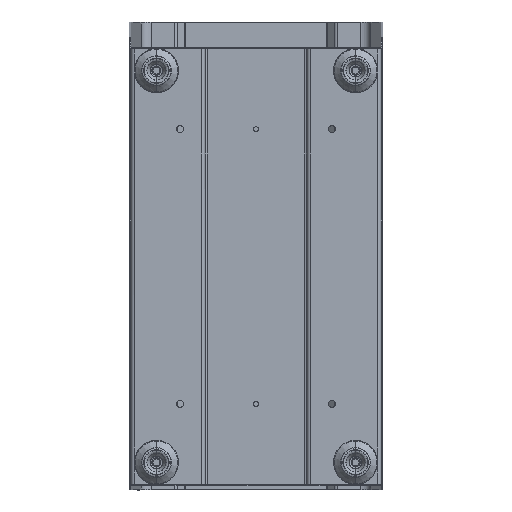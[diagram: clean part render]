
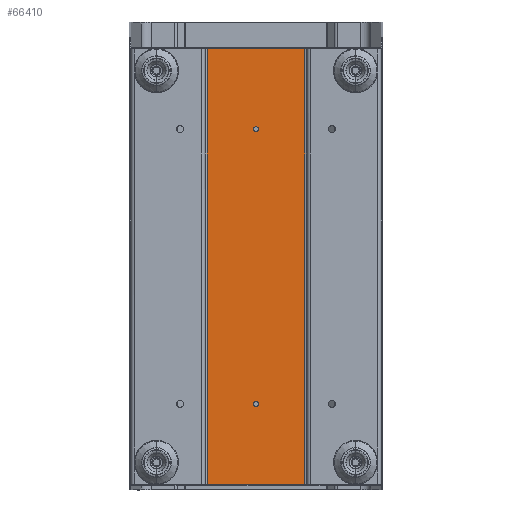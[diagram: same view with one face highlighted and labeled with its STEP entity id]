
A CAD part, front view. The second image highlights one B-rep face of the part: STEP entity #66410.
In plain terms, the highlighted planar face has unit normal (0, -1, 0).
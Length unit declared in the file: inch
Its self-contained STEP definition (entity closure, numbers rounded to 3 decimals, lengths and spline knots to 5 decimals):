
#212 = CIRCLE ( 'NONE', #57754, 0.1405 ) ;
#1677 = DIRECTION ( 'NONE',  ( 0., 1., 0. ) ) ;
#2345 = CARTESIAN_POINT ( 'NONE',  ( 8.803, 0., 4.6075 ) ) ;
#4194 = VECTOR ( 'NONE', #47222, 39.37008 ) ;
#5084 = CIRCLE ( 'NONE', #69248, 0.1405 ) ;
#5576 = CARTESIAN_POINT ( 'NONE',  ( 8.6625, 0., 4.6075 ) ) ;
#7887 = VERTEX_POINT ( 'NONE', #37935 ) ;
#8649 = CARTESIAN_POINT ( 'NONE',  ( 8.6625, 0., 20.3575 ) ) ;
#9641 = VECTOR ( 'NONE', #49457, 39.37008 ) ;
#10221 = CARTESIAN_POINT ( 'NONE',  ( 5.86055, 0., 24.9603 ) ) ;
#11351 = DIRECTION ( 'NONE',  ( -1., 0., 0. ) ) ;
#14414 = DIRECTION ( 'NONE',  ( -1., 0., 0. ) ) ;
#15301 = VERTEX_POINT ( 'NONE', #2345 ) ;
#15840 = EDGE_CURVE ( 'NONE', #43183, #57430, #212, .T. ) ;
#17953 = ORIENTED_EDGE ( 'NONE', *, *, #34247, .T. ) ;
#18268 = CARTESIAN_POINT ( 'NONE',  ( 8.6625, 0., 4.6075 ) ) ;
#19501 = LINE ( 'NONE', #29794, #4194 ) ;
#20085 = CARTESIAN_POINT ( 'NONE',  ( 5.86055, 0., 0. ) ) ;
#20530 = VERTEX_POINT ( 'NONE', #10221 ) ;
#20629 = CARTESIAN_POINT ( 'NONE',  ( 1.68506, 0., 24.9603 ) ) ;
#23640 = EDGE_LOOP ( 'NONE', ( #17953, #56683 ) ) ;
#24095 = DIRECTION ( 'NONE',  ( -1., 0., 0. ) ) ;
#24820 = VERTEX_POINT ( 'NONE', #37782 ) ;
#26826 = VECTOR ( 'NONE', #40618, 39.37008 ) ;
#27251 = VERTEX_POINT ( 'NONE', #48354 ) ;
#28528 = AXIS2_PLACEMENT_3D ( 'NONE', #18268, #58751, #24095 ) ;
#28549 = CARTESIAN_POINT ( 'NONE',  ( 8.522, 0., 20.3575 ) ) ;
#29145 = ORIENTED_EDGE ( 'NONE', *, *, #55068, .T. ) ;
#29324 = FACE_BOUND ( 'NONE', #23640, .T. ) ;
#29794 = CARTESIAN_POINT ( 'NONE',  ( 11.46445, 0., 0. ) ) ;
#30515 = CARTESIAN_POINT ( 'NONE',  ( 8.6625, 0., 20.3575 ) ) ;
#31765 = VERTEX_POINT ( 'NONE', #66762 ) ;
#32165 = EDGE_CURVE ( 'NONE', #7887, #24820, #19501, .T. ) ;
#32960 = CARTESIAN_POINT ( 'NONE',  ( 8.803, 0., 20.3575 ) ) ;
#34009 = ORIENTED_EDGE ( 'NONE', *, *, #32165, .T. ) ;
#34247 = EDGE_CURVE ( 'NONE', #31765, #15301, #65454, .T. ) ;
#34801 = CARTESIAN_POINT ( 'NONE',  ( 0., 0., 0. ) ) ;
#35107 = ORIENTED_EDGE ( 'NONE', *, *, #47842, .T. ) ;
#35800 = EDGE_CURVE ( 'NONE', #57430, #43183, #69746, .T. ) ;
#36285 = DIRECTION ( 'NONE',  ( -1., 0., 0. ) ) ;
#37782 = CARTESIAN_POINT ( 'NONE',  ( 11.46445, 0., 24.9603 ) ) ;
#37935 = CARTESIAN_POINT ( 'NONE',  ( 11.46445, 0., 0. ) ) ;
#39340 = ORIENTED_EDGE ( 'NONE', *, *, #35800, .T. ) ;
#40618 = DIRECTION ( 'NONE',  ( 1., 0., 0. ) ) ;
#42039 = DIRECTION ( 'NONE',  ( -1., 0., 0. ) ) ;
#43183 = VERTEX_POINT ( 'NONE', #32960 ) ;
#43343 = DIRECTION ( 'NONE',  ( 0., 0., -1. ) ) ;
#44310 = EDGE_CURVE ( 'NONE', #20530, #24820, #55737, .T. ) ;
#45951 = DIRECTION ( 'NONE',  ( 0., 1., 0. ) ) ;
#46501 = FACE_OUTER_BOUND ( 'NONE', #74779, .T. ) ;
#47019 = LINE ( 'NONE', #20085, #58804 ) ;
#47222 = DIRECTION ( 'NONE',  ( 0., 0., 1. ) ) ;
#47585 = CARTESIAN_POINT ( 'NONE',  ( 17.325, 0., 0. ) ) ;
#47842 = EDGE_CURVE ( 'NONE', #20530, #27251, #47019, .T. ) ;
#48354 = CARTESIAN_POINT ( 'NONE',  ( 5.86055, 0., 0. ) ) ;
#49033 = DIRECTION ( 'NONE',  ( 0., 1., 0. ) ) ;
#49457 = DIRECTION ( 'NONE',  ( 1., 0., 0. ) ) ;
#55068 = EDGE_CURVE ( 'NONE', #27251, #7887, #59421, .T. ) ;
#55737 = LINE ( 'NONE', #20629, #9641 ) ;
#56683 = ORIENTED_EDGE ( 'NONE', *, *, #65671, .T. ) ;
#57430 = VERTEX_POINT ( 'NONE', #28549 ) ;
#57754 = AXIS2_PLACEMENT_3D ( 'NONE', #30515, #70953, #36285 ) ;
#58185 = ORIENTED_EDGE ( 'NONE', *, *, #44310, .F. ) ;
#58665 = AXIS2_PLACEMENT_3D ( 'NONE', #8649, #49033, #14414 ) ;
#58751 = DIRECTION ( 'NONE',  ( 0., 1., 0. ) ) ;
#58804 = VECTOR ( 'NONE', #43343, 39.37008 ) ;
#59251 = PLANE ( 'NONE',  #72643 ) ;
#59421 = LINE ( 'NONE', #34801, #26826 ) ;
#60089 = FACE_BOUND ( 'NONE', #70357, .T. ) ;
#65454 = CIRCLE ( 'NONE', #28528, 0.1405 ) ;
#65597 = ORIENTED_EDGE ( 'NONE', *, *, #15840, .T. ) ;
#65671 = EDGE_CURVE ( 'NONE', #15301, #31765, #5084, .T. ) ;
#66410 = ADVANCED_FACE ( 'NONE', ( #46501, #29324, #60089 ), #59251, .F. ) ;
#66762 = CARTESIAN_POINT ( 'NONE',  ( 8.522, 0., 4.6075 ) ) ;
#69248 = AXIS2_PLACEMENT_3D ( 'NONE', #5576, #45951, #11351 ) ;
#69746 = CIRCLE ( 'NONE', #58665, 0.1405 ) ;
#70357 = EDGE_LOOP ( 'NONE', ( #39340, #65597 ) ) ;
#70953 = DIRECTION ( 'NONE',  ( 0., 1., 0. ) ) ;
#72643 = AXIS2_PLACEMENT_3D ( 'NONE', #47585, #1677, #42039 ) ;
#74779 = EDGE_LOOP ( 'NONE', ( #58185, #35107, #29145, #34009 ) ) ;
